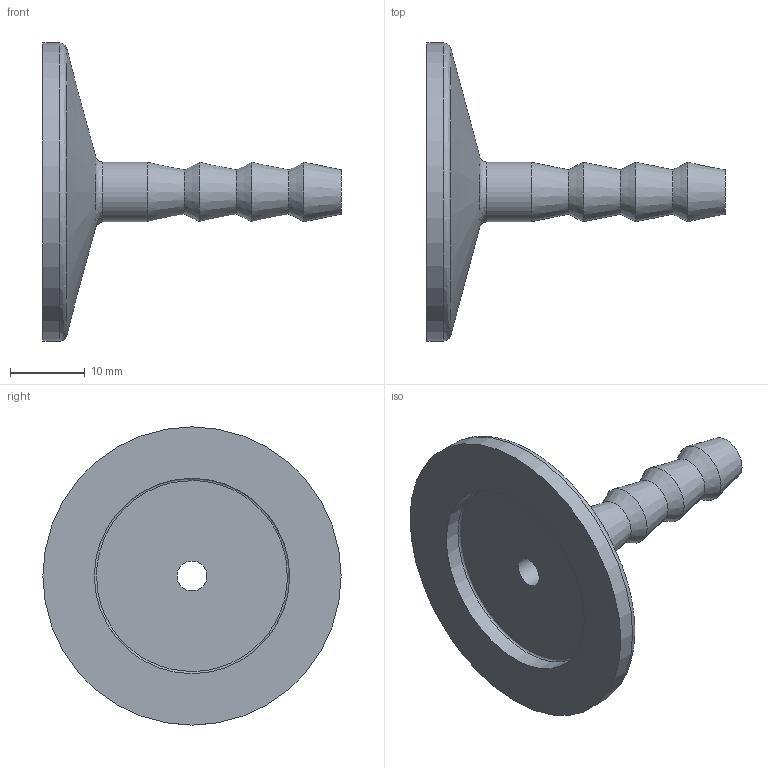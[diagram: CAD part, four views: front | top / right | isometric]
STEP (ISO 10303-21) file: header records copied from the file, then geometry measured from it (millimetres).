
FILE_DESCRIPTION (( 'STEP AP214' ), '1' );
FILE_NAME ('EC1KF2508 FULLVAC.STEP', '2019-10-04T14:56:13', ( '' ), ( '' ), 'SwSTEP 2.0', 'SolidWorks 2017', '' );
FILE_SCHEMA (( 'AUTOMOTIVE_DESIGN' ));
Length unit declared in the file: millimetre
Products named in the file (1): EC1KF2508 FULLVAC
Bounding box: 40 x 40 x 40 mm (x, y, z)
Volume: 5689 mm3; surface area: 4324 mm2
Topology: 1 solids, 1 shells, 18 faces, 38 edges, 23 vertices
Faces by surface type: cone 8, cylinder 4, bspline 3, plane 3
Full cylindrical faces by diameter (mm): 4 x1, 8 x1, 26.2 x1, 40 x1
Entity records: 864 total; most frequent: CARTESIAN_POINT 532, DIRECTION 66, EDGE_LOOP 36, ORIENTED_EDGE 36, AXIS2_PLACEMENT_3D 33, FACE_OUTER_BOUND 25, EDGE_CURVE 18, VERTEX_POINT 18
